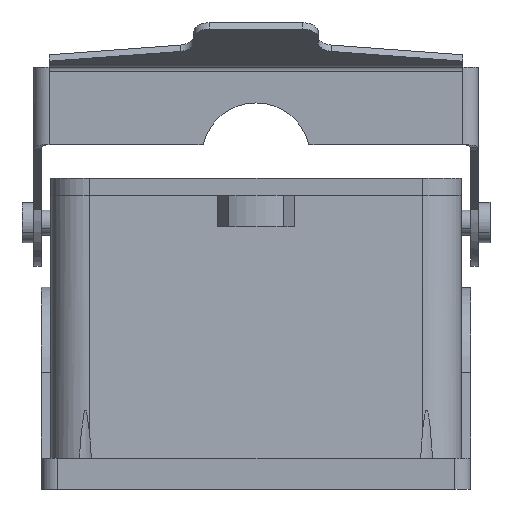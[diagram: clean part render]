
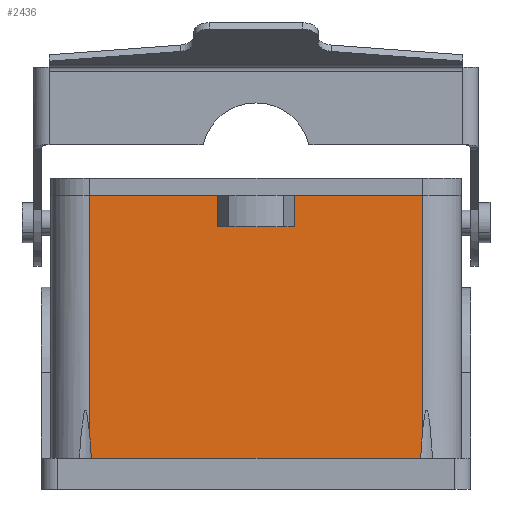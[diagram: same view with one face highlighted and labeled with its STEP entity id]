
A CAD part, left-side view. The second image highlights one B-rep face of the part: STEP entity #2436.
In plain terms, the highlighted planar face has unit normal (-1, 0, 0.03).
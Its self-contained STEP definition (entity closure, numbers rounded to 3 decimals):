
#2365=AXIS2_PLACEMENT_3D('Plane Axis2P3D',#2362,#2363,#2364) ;
#794=CARTESIAN_POINT('Vertex',(18.918,22.327,10.)) ;
#797=CARTESIAN_POINT('Line Origine',(18.918,75.25,10.)) ;
#801=CARTESIAN_POINT('Vertex',(18.918,128.173,10.)) ;
#2347=CARTESIAN_POINT('Vertex',(19.157,21.75,17.808)) ;
#2351=CARTESIAN_POINT('Control Point',(19.157,21.75,17.808)) ;
#2352=CARTESIAN_POINT('Control Point',(19.077,21.975,15.207)) ;
#2353=CARTESIAN_POINT('Control Point',(18.998,22.16,12.606)) ;
#2354=CARTESIAN_POINT('Control Point',(18.918,22.327,10.)) ;
#2362=CARTESIAN_POINT('Axis2P3D Location',(21.5,75.25,94.5)) ;
#2367=CARTESIAN_POINT('Line Origine',(20.328,21.75,56.154)) ;
#2371=CARTESIAN_POINT('Vertex',(21.5,21.75,94.5)) ;
#2374=CARTESIAN_POINT('Line Origine',(21.5,42.246,94.5)) ;
#2378=CARTESIAN_POINT('Vertex',(21.5,62.742,94.5)) ;
#2381=CARTESIAN_POINT('Line Origine',(21.347,62.798,89.5)) ;
#2385=CARTESIAN_POINT('Vertex',(21.194,62.853,84.5)) ;
#2388=CARTESIAN_POINT('Line Origine',(21.194,75.25,84.5)) ;
#2392=CARTESIAN_POINT('Vertex',(21.194,87.647,84.5)) ;
#2395=CARTESIAN_POINT('Line Origine',(21.347,87.702,89.5)) ;
#2399=CARTESIAN_POINT('Vertex',(21.5,87.758,94.5)) ;
#2402=CARTESIAN_POINT('Line Origine',(21.5,108.254,94.5)) ;
#2406=CARTESIAN_POINT('Vertex',(21.5,128.75,94.5)) ;
#2409=CARTESIAN_POINT('Line Origine',(20.328,128.75,56.154)) ;
#2413=CARTESIAN_POINT('Vertex',(19.157,128.75,17.808)) ;
#2417=CARTESIAN_POINT('Control Point',(19.157,128.75,17.808)) ;
#2418=CARTESIAN_POINT('Control Point',(19.109,128.615,16.247)) ;
#2419=CARTESIAN_POINT('Control Point',(19.061,128.492,14.687)) ;
#2420=CARTESIAN_POINT('Control Point',(19.014,128.379,13.125)) ;
#2421=CARTESIAN_POINT('Control Point',(18.966,128.273,11.564)) ;
#2422=CARTESIAN_POINT('Control Point',(18.918,128.173,10.)) ;
#798=DIRECTION('Vector Direction',(0.,1.,0.)) ;
#2363=DIRECTION('Axis2P3D Direction',(-1.,0.,0.031)) ;
#2364=DIRECTION('Axis2P3D XDirection',(0.,1.,0.)) ;
#2368=DIRECTION('Vector Direction',(-0.031,0.,-1.)) ;
#2375=DIRECTION('Vector Direction',(0.,1.,0.)) ;
#2382=DIRECTION('Vector Direction',(-0.031,0.011,-0.999)) ;
#2389=DIRECTION('Vector Direction',(0.,1.,0.)) ;
#2396=DIRECTION('Vector Direction',(-0.031,-0.011,-0.999)) ;
#2403=DIRECTION('Vector Direction',(0.,1.,0.)) ;
#2410=DIRECTION('Vector Direction',(-0.031,0.,-1.)) ;
#799=VECTOR('Line Direction',#798,1.) ;
#2369=VECTOR('Line Direction',#2368,1.) ;
#2376=VECTOR('Line Direction',#2375,1.) ;
#2383=VECTOR('Line Direction',#2382,1.) ;
#2390=VECTOR('Line Direction',#2389,1.) ;
#2397=VECTOR('Line Direction',#2396,1.) ;
#2404=VECTOR('Line Direction',#2403,1.) ;
#2411=VECTOR('Line Direction',#2410,1.) ;
#2425=ORIENTED_EDGE('',*,*,#2373,.F.) ;
#2426=ORIENTED_EDGE('',*,*,#2380,.F.) ;
#2427=ORIENTED_EDGE('',*,*,#2387,.T.) ;
#2428=ORIENTED_EDGE('',*,*,#2394,.T.) ;
#2429=ORIENTED_EDGE('',*,*,#2401,.F.) ;
#2430=ORIENTED_EDGE('',*,*,#2408,.F.) ;
#2431=ORIENTED_EDGE('',*,*,#2415,.F.) ;
#2432=ORIENTED_EDGE('',*,*,#2423,.T.) ;
#2433=ORIENTED_EDGE('',*,*,#803,.F.) ;
#2434=ORIENTED_EDGE('',*,*,#2355,.F.) ;
#2436=ADVANCED_FACE('Housing',(#2435),#2366,.T.) ;
#2350=B_SPLINE_CURVE_WITH_KNOTS('',3,(#2351,#2352,#2353,#2354),.UNSPECIFIED.,.F.,.U.,(4,4),(0.,11.078),.UNSPECIFIED.) ;
#2416=B_SPLINE_CURVE_WITH_KNOTS('',5,(#2417,#2418,#2419,#2420,#2421,#2422),.UNSPECIFIED.,.F.,.U.,(6,6),(0.,11.078),.UNSPECIFIED.) ;
#803=EDGE_CURVE('',#795,#802,#800,.T.) ;
#2355=EDGE_CURVE('',#2348,#795,#2350,.T.) ;
#2373=EDGE_CURVE('',#2372,#2348,#2370,.T.) ;
#2380=EDGE_CURVE('',#2379,#2372,#2377,.F.) ;
#2387=EDGE_CURVE('',#2379,#2386,#2384,.T.) ;
#2394=EDGE_CURVE('',#2386,#2393,#2391,.T.) ;
#2401=EDGE_CURVE('',#2400,#2393,#2398,.T.) ;
#2408=EDGE_CURVE('',#2407,#2400,#2405,.F.) ;
#2415=EDGE_CURVE('',#2414,#2407,#2412,.F.) ;
#2423=EDGE_CURVE('',#2414,#802,#2416,.T.) ;
#2424=EDGE_LOOP('',(#2425,#2426,#2427,#2428,#2429,#2430,#2431,#2432,#2433,#2434)) ;
#2435=FACE_OUTER_BOUND('',#2424,.T.) ;
#800=LINE('Line',#797,#799) ;
#2370=LINE('Line',#2367,#2369) ;
#2377=LINE('Line',#2374,#2376) ;
#2384=LINE('Line',#2381,#2383) ;
#2391=LINE('Line',#2388,#2390) ;
#2398=LINE('Line',#2395,#2397) ;
#2405=LINE('Line',#2402,#2404) ;
#2412=LINE('Line',#2409,#2411) ;
#2366=PLANE('',#2365) ;
#795=VERTEX_POINT('',#794) ;
#802=VERTEX_POINT('',#801) ;
#2348=VERTEX_POINT('',#2347) ;
#2372=VERTEX_POINT('',#2371) ;
#2379=VERTEX_POINT('',#2378) ;
#2386=VERTEX_POINT('',#2385) ;
#2393=VERTEX_POINT('',#2392) ;
#2400=VERTEX_POINT('',#2399) ;
#2407=VERTEX_POINT('',#2406) ;
#2414=VERTEX_POINT('',#2413) ;
